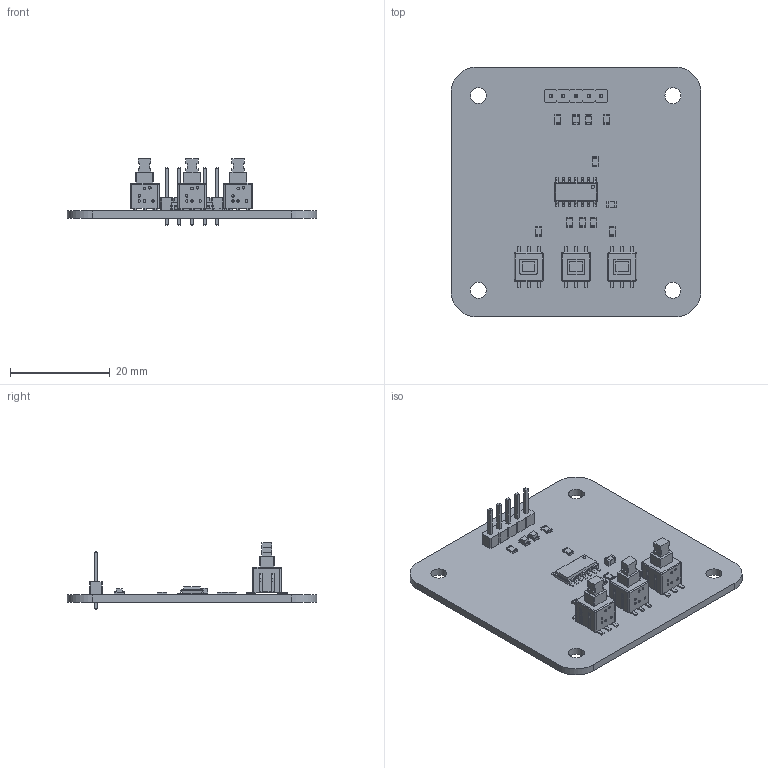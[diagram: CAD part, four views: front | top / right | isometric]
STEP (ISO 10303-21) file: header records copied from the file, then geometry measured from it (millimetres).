
FILE_DESCRIPTION(('KiCad electronic assembly'),'2;1');
FILE_NAME('Clock Helper.step','2025-11-16T22:06:49',('Pcbnew'),('Kicad') ,'Open CASCADE STEP processor 7.8','KiCad to STEP converter','Unknown' );
FILE_SCHEMA(('AUTOMOTIVE_DESIGN { 1 0 10303 214 1 1 1 1 }'));
Length unit declared in the file: millimetre
Products named in the file (8): Clock Helper 1; R_0805_2012Metric; XKB5858; LED_0805_2012Metric; C_0805_2012Metric; SO-14_3.9x8.65mm_P1.27mm; PinHeader_1x05_P2.54mm_Vertical; Clock Helper_PCB
Assembly tree (17 placements, depth 2):
  Clock Helper 1
    R_0805_2012Metric  x8
    XKB5858  x3
    LED_0805_2012Metric  x2
    C_0805_2012Metric
    SO-14_3.9x8.65mm_P1.27mm
    PinHeader_1x05_P2.54mm_Vertical
    Clock Helper_PCB
Bounding box: 50 x 50 x 13.4 mm (x, y, z)
Volume: 4463.9 mm3; surface area: 6548 mm2
Topology: 17 solids, 17 shells, 2531 faces, 6876 edges, 4511 vertices
Faces by surface type: plane 2194, cylinder 317, bspline 20
Full cylindrical faces by diameter (mm): 1 x5, 3.2 x4
Entity records: 37138 total; most frequent: CARTESIAN_POINT 5995, ORIENTED_EDGE 5813, DIRECTION 5372, EDGE_CURVE 2907, LINE 2592, VECTOR 2592, VERTEX_POINT 1893, AXIS2_PLACEMENT_3D 1390
